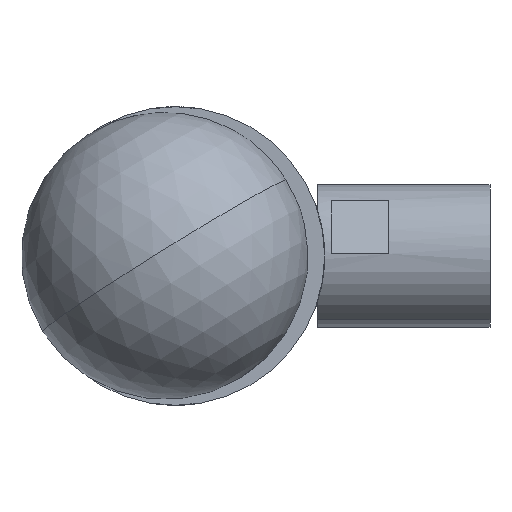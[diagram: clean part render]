
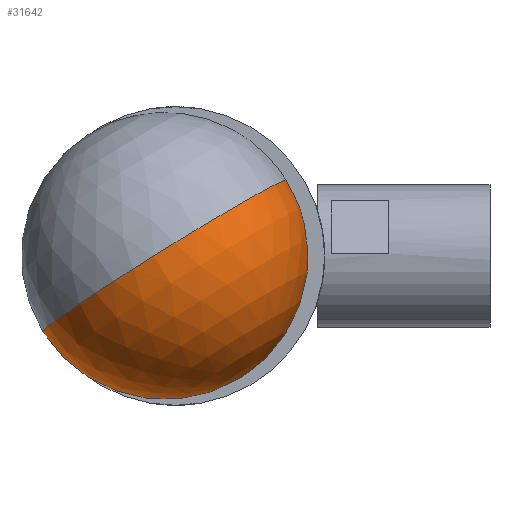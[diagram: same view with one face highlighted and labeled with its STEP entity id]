
A CAD part, front view. The second image highlights one B-rep face of the part: STEP entity #31642.
In plain terms, the highlighted spherical face has radius 15.875 mm.
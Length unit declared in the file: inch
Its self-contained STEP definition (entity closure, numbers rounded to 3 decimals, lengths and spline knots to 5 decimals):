
#170 = DIRECTION ( 'NONE',  ( -0.077, -0.997, 0. ) ) ;
#2110 = ORIENTED_EDGE ( 'NONE', *, *, #16492, .T. ) ;
#2790 = CARTESIAN_POINT ( 'NONE',  ( -0.00279, -3.09574, 0. ) ) ;
#2934 = ORIENTED_EDGE ( 'NONE', *, *, #6256, .F. ) ;
#5308 = CARTESIAN_POINT ( 'NONE',  ( -0.00279, -3.09574, 0. ) ) ;
#5883 = CIRCLE ( 'NONE', #20013, 0.25 ) ;
#6256 = EDGE_CURVE ( 'NONE', #23788, #12719, #25347, .T. ) ;
#6775 = DIRECTION ( 'NONE',  ( -0.849, 0., -0.528 ) ) ;
#6944 = DIRECTION ( 'NONE',  ( 0.527, -0.04, -0.849 ) ) ;
#7816 = VERTEX_POINT ( 'NONE', #32967 ) ;
#10741 = AXIS2_PLACEMENT_3D ( 'NONE', #12401, #6944, #6775 ) ;
#10811 = FACE_OUTER_BOUND ( 'NONE', #25605, .T. ) ;
#11291 = CIRCLE ( 'NONE', #31119, 0.25 ) ;
#12401 = CARTESIAN_POINT ( 'NONE',  ( -0.04665, -3.66688, 0. ) ) ;
#12719 = VERTEX_POINT ( 'NONE', #18963 ) ;
#12834 = CARTESIAN_POINT ( 'NONE',  ( 0.12902, -3.10586, -0.21219 ) ) ;
#13349 = VERTEX_POINT ( 'NONE', #12834 ) ;
#15352 = ORIENTED_EDGE ( 'NONE', *, *, #24008, .T. ) ;
#15497 = EDGE_CURVE ( 'NONE', #7816, #13349, #11291, .T. ) ;
#16362 = CIRCLE ( 'NONE', #10741, 0.625 ) ;
#16492 = EDGE_CURVE ( 'NONE', #23788, #7816, #16362, .T. ) ;
#18425 = DIRECTION ( 'NONE',  ( 0.846, -0.065, 0.529 ) ) ;
#18598 = DIRECTION ( 'NONE',  ( 0.527, -0.04, -0.849 ) ) ;
#18734 = DIRECTION ( 'NONE',  ( -0.077, -0.997, 0. ) ) ;
#18963 = CARTESIAN_POINT ( 'NONE',  ( 0.20878, -3.11198, 0.13219 ) ) ;
#19422 = DIRECTION ( 'NONE',  ( 0.527, -0.04, -0.849 ) ) ;
#20013 = AXIS2_PLACEMENT_3D ( 'NONE', #2790, #170, #21892 ) ;
#21621 = SPHERICAL_SURFACE ( 'NONE', #24777, 0.625 ) ;
#21704 = CARTESIAN_POINT ( 'NONE',  ( -0.04665, -3.66688, 0. ) ) ;
#21892 = DIRECTION ( 'NONE',  ( 0.527, -0.04, -0.849 ) ) ;
#23604 = ORIENTED_EDGE ( 'NONE', *, *, #15497, .T. ) ;
#23788 = VERTEX_POINT ( 'NONE', #28304 ) ;
#24008 = EDGE_CURVE ( 'NONE', #13349, #12719, #5883, .T. ) ;
#24199 = AXIS2_PLACEMENT_3D ( 'NONE', #21704, #24721, #32528 ) ;
#24721 = DIRECTION ( 'NONE',  ( -0.527, 0.04, 0.849 ) ) ;
#24777 = AXIS2_PLACEMENT_3D ( 'NONE', #31924, #18598, #18425 ) ;
#25347 = CIRCLE ( 'NONE', #24199, 0.625 ) ;
#25605 = EDGE_LOOP ( 'NONE', ( #2934, #2110, #23604, #15352 ) ) ;
#28304 = CARTESIAN_POINT ( 'NONE',  ( -0.09451, -4.29004, 0. ) ) ;
#31119 = AXIS2_PLACEMENT_3D ( 'NONE', #5308, #18734, #19422 ) ;
#31642 = ADVANCED_FACE ( 'NONE', ( #10811 ), #21621, .T. ) ;
#31924 = CARTESIAN_POINT ( 'NONE',  ( -0.04665, -3.66688, 0. ) ) ;
#32528 = DIRECTION ( 'NONE',  ( 0.849, 0., 0.528 ) ) ;
#32967 = CARTESIAN_POINT ( 'NONE',  ( -0.21436, -3.07949, -0.13219 ) ) ;
